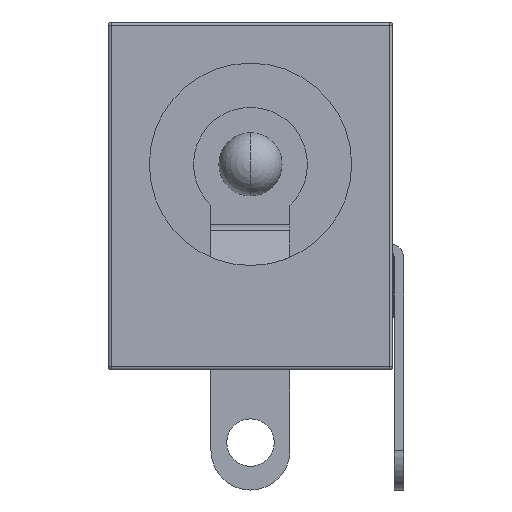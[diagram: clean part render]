
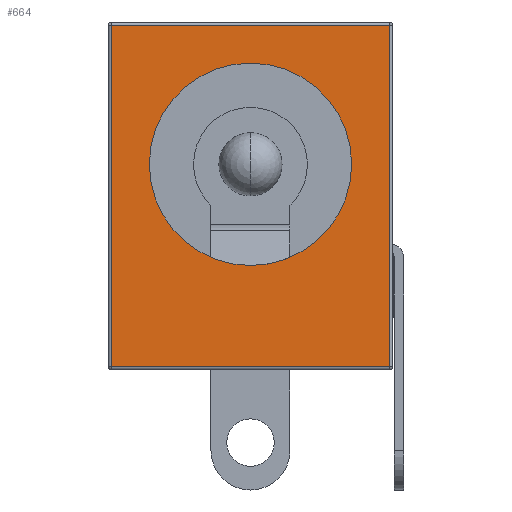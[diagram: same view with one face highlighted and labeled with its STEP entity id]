
A CAD part, left-side view. The second image highlights one B-rep face of the part: STEP entity #664.
In plain terms, the highlighted planar face has unit normal (-1, 0, 0).
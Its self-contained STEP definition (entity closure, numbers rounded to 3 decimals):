
#14 = CARTESIAN_POINT ( 'NONE',  ( 35.576, 3.405, -2.053 ) ) ;
#59 = EDGE_CURVE ( 'NONE', #5439, #7478, #8165, .T. ) ;
#308 = CIRCLE ( 'NONE', #6198, 3.2 ) ;
#467 = AXIS2_PLACEMENT_3D ( 'NONE', #1763, #1114, #5162 ) ;
#664 = ADVANCED_FACE ( 'NONE', ( #3587, #4188 ), #4107, .F. ) ;
#1039 = LINE ( 'NONE', #8271, #6636 ) ;
#1040 = VECTOR ( 'NONE', #4205, 1000. ) ;
#1114 = DIRECTION ( 'NONE',  ( -1., 0., 0. ) ) ;
#1525 = CARTESIAN_POINT ( 'NONE',  ( 35.576, -5.395, 8.847 ) ) ;
#1593 = DIRECTION ( 'NONE',  ( 0., -1., 0. ) ) ;
#1597 = DIRECTION ( 'NONE',  ( 0., -1., 0. ) ) ;
#1600 = EDGE_CURVE ( 'NONE', #4753, #4329, #308, .T. ) ;
#1763 = CARTESIAN_POINT ( 'NONE',  ( 35.576, -0.995, 4.347 ) ) ;
#1866 = ORIENTED_EDGE ( 'NONE', *, *, #6835, .T. ) ;
#2043 = VECTOR ( 'NONE', #6284, 1000. ) ;
#2072 = CARTESIAN_POINT ( 'NONE',  ( 35.576, 3.405, 8.747 ) ) ;
#2230 = CARTESIAN_POINT ( 'NONE',  ( 35.576, 3.405, 8.847 ) ) ;
#2260 = CARTESIAN_POINT ( 'NONE',  ( 35.576, 3.505, 8.847 ) ) ;
#2281 = CARTESIAN_POINT ( 'NONE',  ( 35.576, -0.995, 4.347 ) ) ;
#2531 = ORIENTED_EDGE ( 'NONE', *, *, #2953, .T. ) ;
#2953 = EDGE_CURVE ( 'NONE', #7937, #5439, #8281, .T. ) ;
#3023 = CARTESIAN_POINT ( 'NONE',  ( 35.576, -0.995, 7.547 ) ) ;
#3298 = VECTOR ( 'NONE', #6228, 1000. ) ;
#3493 = CARTESIAN_POINT ( 'NONE',  ( 35.576, 3.505, 8.747 ) ) ;
#3587 = FACE_BOUND ( 'NONE', #5455, .T. ) ;
#3723 = CARTESIAN_POINT ( 'NONE',  ( 35.576, -5.395, -2.053 ) ) ;
#3859 = ORIENTED_EDGE ( 'NONE', *, *, #6612, .F. ) ;
#4000 = ORIENTED_EDGE ( 'NONE', *, *, #7214, .T. ) ;
#4107 = PLANE ( 'NONE',  #4349 ) ;
#4169 = ORIENTED_EDGE ( 'NONE', *, *, #59, .T. ) ;
#4188 = FACE_OUTER_BOUND ( 'NONE', #7195, .T. ) ;
#4205 = DIRECTION ( 'NONE',  ( 0., 0., 1. ) ) ;
#4329 = VERTEX_POINT ( 'NONE', #3023 ) ;
#4349 = AXIS2_PLACEMENT_3D ( 'NONE', #2260, #7625, #1597 ) ;
#4753 = VERTEX_POINT ( 'NONE', #7978 ) ;
#4837 = DIRECTION ( 'NONE',  ( -1., 0., 0. ) ) ;
#5162 = DIRECTION ( 'NONE',  ( 0., 0., -1. ) ) ;
#5413 = LINE ( 'NONE', #1525, #1040 ) ;
#5439 = VERTEX_POINT ( 'NONE', #2072 ) ;
#5455 = EDGE_LOOP ( 'NONE', ( #6640, #3859 ) ) ;
#6198 = AXIS2_PLACEMENT_3D ( 'NONE', #2281, #4837, #7514 ) ;
#6228 = DIRECTION ( 'NONE',  ( 0., 1., 0. ) ) ;
#6284 = DIRECTION ( 'NONE',  ( 0., 0., -1. ) ) ;
#6325 = CARTESIAN_POINT ( 'NONE',  ( 35.576, -5.395, 8.747 ) ) ;
#6612 = EDGE_CURVE ( 'NONE', #4329, #4753, #6912, .T. ) ;
#6636 = VECTOR ( 'NONE', #1593, 1000. ) ;
#6640 = ORIENTED_EDGE ( 'NONE', *, *, #1600, .F. ) ;
#6835 = EDGE_CURVE ( 'NONE', #8327, #7937, #5413, .T. ) ;
#6912 = CIRCLE ( 'NONE', #467, 3.2 ) ;
#7195 = EDGE_LOOP ( 'NONE', ( #4000, #1866, #2531, #4169 ) ) ;
#7214 = EDGE_CURVE ( 'NONE', #7478, #8327, #1039, .T. ) ;
#7478 = VERTEX_POINT ( 'NONE', #14 ) ;
#7514 = DIRECTION ( 'NONE',  ( 0., 0., -1. ) ) ;
#7625 = DIRECTION ( 'NONE',  ( 1., 0., 0. ) ) ;
#7937 = VERTEX_POINT ( 'NONE', #6325 ) ;
#7978 = CARTESIAN_POINT ( 'NONE',  ( 35.576, -0.995, 1.147 ) ) ;
#8165 = LINE ( 'NONE', #2230, #2043 ) ;
#8271 = CARTESIAN_POINT ( 'NONE',  ( 35.576, 3.505, -2.053 ) ) ;
#8281 = LINE ( 'NONE', #3493, #3298 ) ;
#8327 = VERTEX_POINT ( 'NONE', #3723 ) ;
